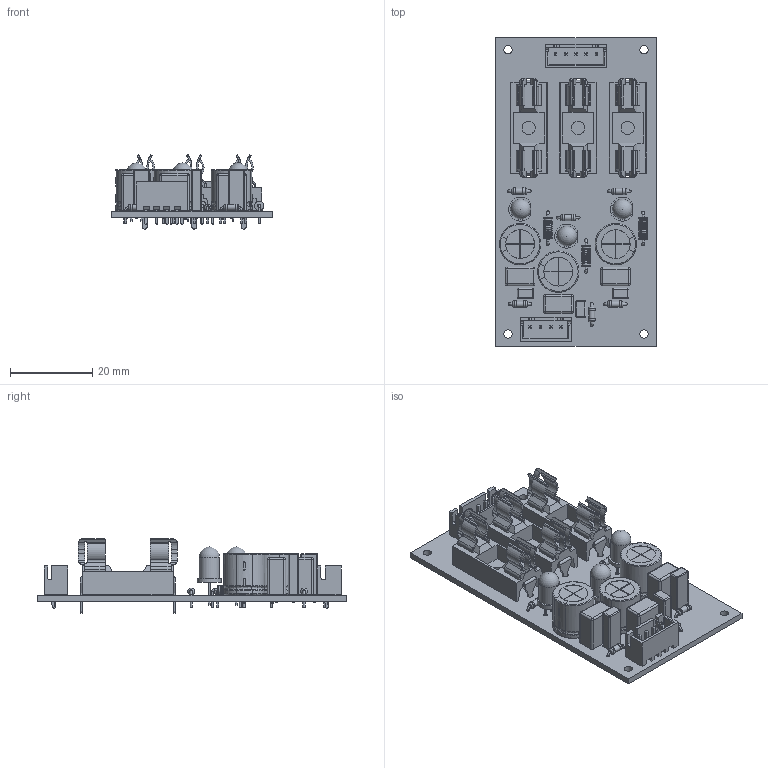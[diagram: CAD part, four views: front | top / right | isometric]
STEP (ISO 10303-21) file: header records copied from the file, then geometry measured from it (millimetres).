
FILE_DESCRIPTION(('KiCad electronic assembly'),'2;1');
FILE_NAME('bench-power.step','2026-02-22T03:32:00',('Pcbnew'),('Kicad'), 'Open CASCADE STEP processor 7.8','KiCad to STEP converter','Unknown' );
FILE_SCHEMA(('AUTOMOTIVE_DESIGN { 1 0 10303 214 1 1 1 1 }'));
Length unit declared in the file: millimetre
Products named in the file (11): bench-power 1; C_Rect_L7.2mm_W4.5mm_P5.00mm_FKS2_FKP2_MKS2_MKP2; R_Axial_DIN0204_L3.6mm_D1.6mm_P5.08mm_Horizontal; CP_Radial_D10.0mm_P5.00mm; JST_XH_B4B-XH-A_1x04_P2.50mm_Vertical; C_Rect_L4.0mm_W2.5mm_P2.50mm; L_Axial_L5.3mm_D2.2mm_P7.62mm_Horizontal_Vishay_IM-1; LED_D5.0mm; 696101000002-holder; JST_XH_B5B-XH-A_1x05_P2.50mm_Vertical; bench-power_PCB
Assembly tree (27 placements, depth 2):
  bench-power 1
    C_Rect_L7.2mm_W4.5mm_P5.00mm_FKS2_FKP2_MKS2_MKP2  x3
    R_Axial_DIN0204_L3.6mm_D1.6mm_P5.08mm_Horizontal  x6
    CP_Radial_D10.0mm_P5.00mm  x3
    JST_XH_B4B-XH-A_1x04_P2.50mm_Vertical
    C_Rect_L4.0mm_W2.5mm_P2.50mm  x3
    L_Axial_L5.3mm_D2.2mm_P7.62mm_Horizontal_Vishay_IM-1  x3
    LED_D5.0mm  x3
    696101000002-holder  x3
    JST_XH_B5B-XH-A_1x05_P2.50mm_Vertical
    bench-power_PCB
Bounding box: 39 x 74.95 x 18 mm (x, y, z)
Volume: 11077.8 mm3; surface area: 16199.3 mm2
Topology: 27 solids, 30 shells, 1567 faces, 4077 edges, 2609 vertices
Faces by surface type: plane 922, cylinder 516, revolution 51, torus 36, sphere 27, bspline 15
Full cylindrical faces by diameter (mm): 0.5 x36, 0.7 x18, 0.8 x18, 0.9 x6, 0.95 x9, 1 x6, 1.44 x6, 1.5 x6, 1.6 x12, 1.935 x30, 2 x4, 2.2 x6, 3.2 x3, 4.9 x3
Entity records: 30799 total; most frequent: CARTESIAN_POINT 8092, ORIENTED_EDGE 3970, DIRECTION 3914, EDGE_CURVE 1985, LINE 1435, VECTOR 1435, VERTEX_POINT 1281, AXIS2_PLACEMENT_3D 1231
